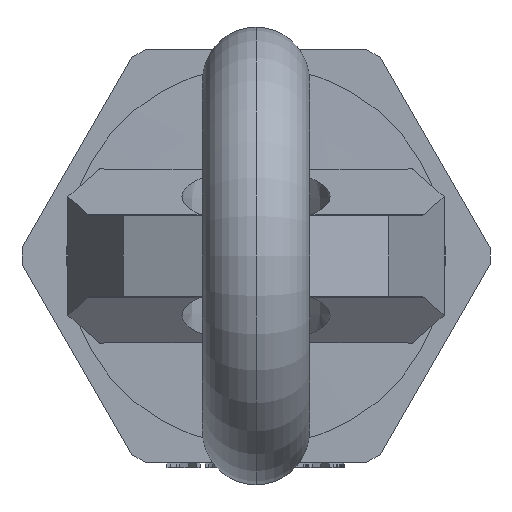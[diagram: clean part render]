
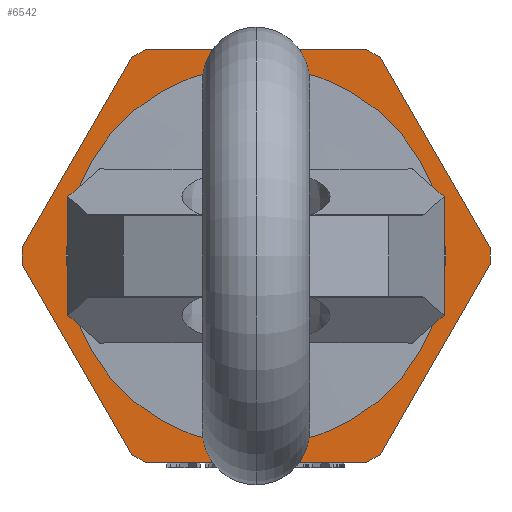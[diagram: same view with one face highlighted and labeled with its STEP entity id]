
A CAD part, front view. The second image highlights one B-rep face of the part: STEP entity #6542.
In plain terms, the highlighted planar face has unit normal (0, -1, 0).
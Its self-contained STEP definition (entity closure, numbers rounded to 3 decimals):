
#1277=DIRECTION('',(0.866,0.,-0.5));
#1278=VECTOR('',#1277,3.464);
#1279=CARTESIAN_POINT('',(-25.537,33.86,-5.768));
#1280=LINE('',#1279,#1278);
#1281=DIRECTION('',(-0.5,0.,0.866));
#1282=VECTOR('',#1281,45.075);
#1283=CARTESIAN_POINT('',(-25.537,33.86,-5.768));
#1284=LINE('',#1283,#1282);
#1285=DIRECTION('',(0.,0.,-1.));
#1286=VECTOR('',#1285,3.464);
#1287=CARTESIAN_POINT('',(-48.075,33.86,36.732));
#1288=LINE('',#1287,#1286);
#1289=DIRECTION('',(0.5,0.,0.866));
#1290=VECTOR('',#1289,45.075);
#1291=CARTESIAN_POINT('',(-48.075,33.86,36.732));
#1292=LINE('',#1291,#1290);
#1293=DIRECTION('',(-0.866,0.,-0.5));
#1294=VECTOR('',#1293,3.464);
#1295=CARTESIAN_POINT('',(-22.537,33.86,77.5));
#1296=LINE('',#1295,#1294);
#1297=DIRECTION('',(1.,0.,0.));
#1298=VECTOR('',#1297,45.075);
#1299=CARTESIAN_POINT('',(-22.537,33.86,77.5));
#1300=LINE('',#1299,#1298);
#1301=DIRECTION('',(-0.866,0.,0.5));
#1302=VECTOR('',#1301,3.464);
#1303=CARTESIAN_POINT('',(25.537,33.86,75.768));
#1304=LINE('',#1303,#1302);
#1305=DIRECTION('',(0.5,0.,-0.866));
#1306=VECTOR('',#1305,45.075);
#1307=CARTESIAN_POINT('',(25.537,33.86,75.768));
#1308=LINE('',#1307,#1306);
#1309=DIRECTION('',(0.,0.,1.));
#1310=VECTOR('',#1309,3.464);
#1311=CARTESIAN_POINT('',(48.075,33.86,33.268));
#1312=LINE('',#1311,#1310);
#1313=DIRECTION('',(-0.5,0.,-0.866));
#1314=VECTOR('',#1313,45.075);
#1315=CARTESIAN_POINT('',(48.075,33.86,33.268));
#1316=LINE('',#1315,#1314);
#1317=DIRECTION('',(0.866,0.,0.5));
#1318=VECTOR('',#1317,3.464);
#1319=CARTESIAN_POINT('',(22.537,33.86,-7.5));
#1320=LINE('',#1319,#1318);
#1321=DIRECTION('',(-1.,0.,0.));
#1322=VECTOR('',#1321,45.075);
#1323=CARTESIAN_POINT('',(22.537,33.86,-7.5));
#1324=LINE('',#1323,#1322);
#1325=CARTESIAN_POINT('',(0.,33.86,35.));
#1326=DIRECTION('',(0.,1.,0.));
#1327=DIRECTION('',(1.,0.,0.));
#1328=AXIS2_PLACEMENT_3D('',#1325,#1326,#1327);
#1338=CARTESIAN_POINT('',(0.,33.86,35.));
#1339=DIRECTION('',(0.,-1.,0.));
#1340=DIRECTION('',(1.,0.,0.));
#1341=AXIS2_PLACEMENT_3D('',#1338,#1339,#1340);
#4449=CARTESIAN_POINT('',(29.5,33.86,35.));
#4450=CARTESIAN_POINT('',(-29.5,33.86,35.));
#4451=VERTEX_POINT('',#4449);
#4452=VERTEX_POINT('',#4450);
#4453=CARTESIAN_POINT('',(-25.537,33.86,-5.768));
#4454=CARTESIAN_POINT('',(-22.537,33.86,-7.5));
#4455=VERTEX_POINT('',#4453);
#4456=VERTEX_POINT('',#4454);
#4461=CARTESIAN_POINT('',(-48.075,33.86,36.732));
#4462=CARTESIAN_POINT('',(-48.075,33.86,33.268));
#4463=VERTEX_POINT('',#4461);
#4464=VERTEX_POINT('',#4462);
#4469=CARTESIAN_POINT('',(22.537,33.86,-7.5));
#4470=CARTESIAN_POINT('',(25.537,33.86,-5.768));
#4471=VERTEX_POINT('',#4469);
#4472=VERTEX_POINT('',#4470);
#4477=CARTESIAN_POINT('',(48.075,33.86,33.268));
#4478=CARTESIAN_POINT('',(48.075,33.86,36.732));
#4479=VERTEX_POINT('',#4477);
#4480=VERTEX_POINT('',#4478);
#4485=CARTESIAN_POINT('',(25.537,33.86,75.768));
#4486=CARTESIAN_POINT('',(22.537,33.86,77.5));
#4487=VERTEX_POINT('',#4485);
#4488=VERTEX_POINT('',#4486);
#4493=CARTESIAN_POINT('',(-22.537,33.86,77.5));
#4494=CARTESIAN_POINT('',(-25.537,33.86,75.768));
#4495=VERTEX_POINT('',#4493);
#4496=VERTEX_POINT('',#4494);
#6507=CARTESIAN_POINT('',(0.,33.86,35.));
#6508=DIRECTION('',(0.,1.,0.));
#6509=DIRECTION('',(1.,0.,0.));
#6510=AXIS2_PLACEMENT_3D('',#6507,#6508,#6509);
#6511=PLANE('',#6510);
#6512=ORIENTED_EDGE('',*,*,#6497,.F.);
#6514=ORIENTED_EDGE('',*,*,#6513,.T.);
#6516=ORIENTED_EDGE('',*,*,#6515,.F.);
#6518=ORIENTED_EDGE('',*,*,#6517,.T.);
#6520=ORIENTED_EDGE('',*,*,#6519,.F.);
#6522=ORIENTED_EDGE('',*,*,#6521,.T.);
#6524=ORIENTED_EDGE('',*,*,#6523,.F.);
#6526=ORIENTED_EDGE('',*,*,#6525,.T.);
#6528=ORIENTED_EDGE('',*,*,#6527,.F.);
#6530=ORIENTED_EDGE('',*,*,#6529,.T.);
#6532=ORIENTED_EDGE('',*,*,#6531,.F.);
#6533=ORIENTED_EDGE('',*,*,#5796,.T.);
#6534=EDGE_LOOP('',(#6512,#6514,#6516,#6518,#6520,#6522,#6524,#6526,#6528,#6530,
#6532,#6533));
#6535=FACE_OUTER_BOUND('',#6534,.F.);
#6537=ORIENTED_EDGE('',*,*,#6536,.F.);
#6539=ORIENTED_EDGE('',*,*,#6538,.T.);
#6540=EDGE_LOOP('',(#6537,#6539));
#6541=FACE_BOUND('',#6540,.F.);
#6542=ADVANCED_FACE('',(#6535,#6541),#6511,.F.);
#1329=CIRCLE('',#1328,29.5);
#1342=CIRCLE('',#1341,29.5);
#5796=EDGE_CURVE('',#4471,#4456,#1324,.T.);
#6497=EDGE_CURVE('',#4455,#4456,#1280,.T.);
#6513=EDGE_CURVE('',#4455,#4464,#1284,.T.);
#6515=EDGE_CURVE('',#4463,#4464,#1288,.T.);
#6517=EDGE_CURVE('',#4463,#4496,#1292,.T.);
#6519=EDGE_CURVE('',#4495,#4496,#1296,.T.);
#6521=EDGE_CURVE('',#4495,#4488,#1300,.T.);
#6523=EDGE_CURVE('',#4487,#4488,#1304,.T.);
#6525=EDGE_CURVE('',#4487,#4480,#1308,.T.);
#6527=EDGE_CURVE('',#4479,#4480,#1312,.T.);
#6529=EDGE_CURVE('',#4479,#4472,#1316,.T.);
#6531=EDGE_CURVE('',#4471,#4472,#1320,.T.);
#6536=EDGE_CURVE('',#4451,#4452,#1329,.T.);
#6538=EDGE_CURVE('',#4451,#4452,#1342,.T.);
